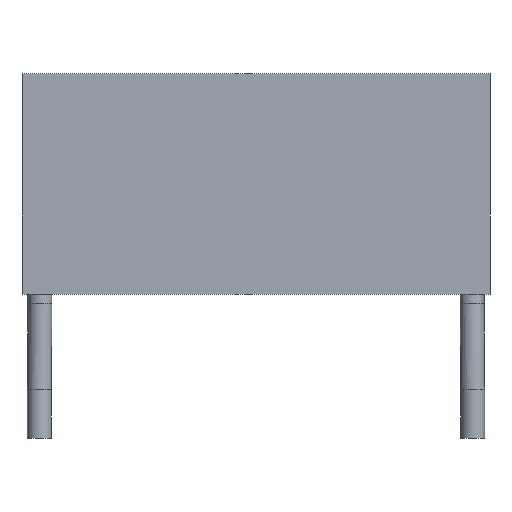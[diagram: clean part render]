
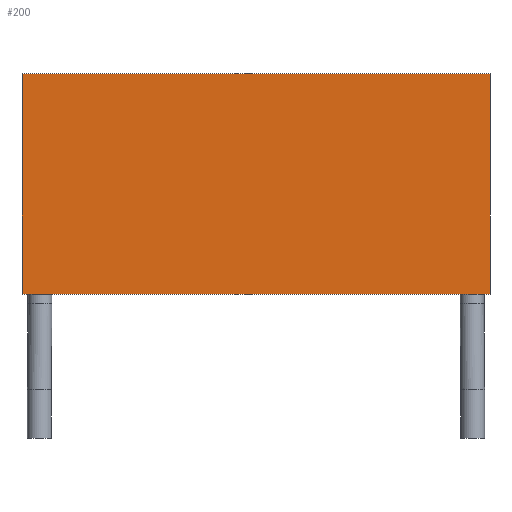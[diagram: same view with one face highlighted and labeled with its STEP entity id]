
A CAD part, front view. The second image highlights one B-rep face of the part: STEP entity #200.
In plain terms, the highlighted planar face has unit normal (0, -1, 0).
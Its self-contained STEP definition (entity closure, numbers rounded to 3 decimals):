
#200=ADVANCED_FACE('',(#206),#201,.T.);
#201=PLANE('',#202);
#202=AXIS2_PLACEMENT_3D('',#203,#204,#205);
#203=CARTESIAN_POINT('',(-0.905,-4.699,0.0));
#204=DIRECTION('',(0.0,-1.0,0.0));
#205=DIRECTION('',(0.,0.,1.));
#206=FACE_OUTER_BOUND('',#207,.T.);
#207=EDGE_LOOP('',(#208,#218,#228,#238));
#211=CARTESIAN_POINT('',(23.505,-4.699,0.0));
#210=VERTEX_POINT('',#211);
#213=CARTESIAN_POINT('',(-0.905,-4.699,0.0));
#212=VERTEX_POINT('',#213);
#209=EDGE_CURVE('',#210,#212,#214,.T.);
#214=LINE('',#211,#216);
#216=VECTOR('',#217,24.409);
#217=DIRECTION('',(-1.0,0.0,0.0));
#208=ORIENTED_EDGE('',*,*,#209,.F.);
#221=CARTESIAN_POINT('',(23.505,-4.699,11.5));
#220=VERTEX_POINT('',#221);
#219=EDGE_CURVE('',#220,#210,#224,.T.);
#224=LINE('',#221,#226);
#226=VECTOR('',#227,11.5);
#227=DIRECTION('',(0.0,0.0,-1.0));
#218=ORIENTED_EDGE('',*,*,#219,.F.);
#231=CARTESIAN_POINT('',(-0.905,-4.699,11.5));
#230=VERTEX_POINT('',#231);
#229=EDGE_CURVE('',#230,#220,#234,.T.);
#234=LINE('',#231,#236);
#236=VECTOR('',#237,24.409);
#237=DIRECTION('',(1.0,0.0,0.0));
#228=ORIENTED_EDGE('',*,*,#229,.F.);
#239=EDGE_CURVE('',#212,#230,#244,.T.);
#244=LINE('',#213,#246);
#246=VECTOR('',#247,11.5);
#247=DIRECTION('',(0.0,0.0,1.0));
#238=ORIENTED_EDGE('',*,*,#239,.F.);
